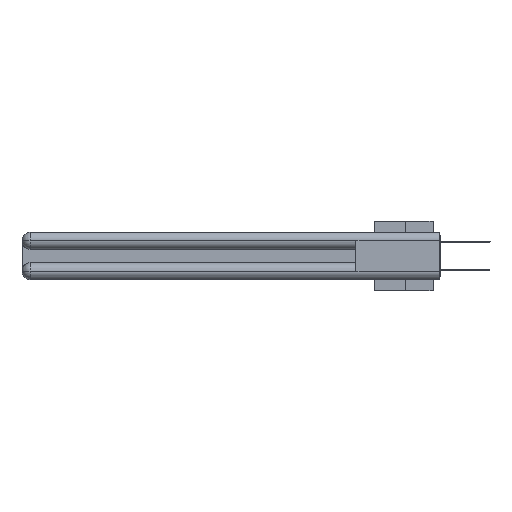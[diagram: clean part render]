
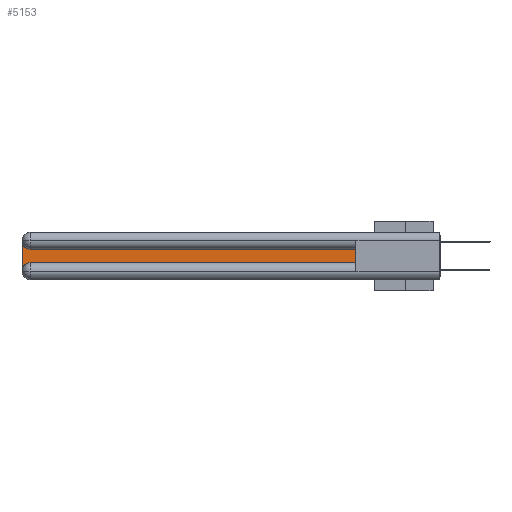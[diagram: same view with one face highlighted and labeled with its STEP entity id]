
A CAD part, left-side view. The second image highlights one B-rep face of the part: STEP entity #5153.
In plain terms, the highlighted planar face has unit normal (-1, 0, 0).
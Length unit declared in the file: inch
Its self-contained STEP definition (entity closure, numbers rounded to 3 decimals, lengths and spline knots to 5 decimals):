
#426 = CARTESIAN_POINT ( 'NONE',  ( 0.075, 3., -0.1225 ) ) ;
#804 = VERTEX_POINT ( 'NONE', #3212 ) ;
#3212 = CARTESIAN_POINT ( 'NONE',  ( 0.075, 2.94, -0.2175 ) ) ;
#4011 = LINE ( 'NONE', #25757, #27908 ) ;
#4925 = VECTOR ( 'NONE', #22833, 39.37008 ) ;
#5153 = ADVANCED_FACE ( 'NONE', ( #23341 ), #10271, .F. ) ;
#5438 = ORIENTED_EDGE ( 'NONE', *, *, #21147, .T. ) ;
#6210 = CARTESIAN_POINT ( 'NONE',  ( 0.075, 3., -0.2775 ) ) ;
#7591 = DIRECTION ( 'NONE',  ( 0., 1., 0. ) ) ;
#7711 = EDGE_CURVE ( 'NONE', #23480, #804, #27784, .T. ) ;
#8113 = LINE ( 'NONE', #25431, #4925 ) ;
#8764 = ORIENTED_EDGE ( 'NONE', *, *, #24163, .T. ) ;
#9976 = ORIENTED_EDGE ( 'NONE', *, *, #21391, .T. ) ;
#10271 = PLANE ( 'NONE',  #21915 ) ;
#10432 = VERTEX_POINT ( 'NONE', #25062 ) ;
#11539 = VERTEX_POINT ( 'NONE', #19097 ) ;
#12268 = VECTOR ( 'NONE', #7591, 39.37008 ) ;
#12401 = VERTEX_POINT ( 'NONE', #18179 ) ;
#13540 = DIRECTION ( 'NONE',  ( 1., 0., 0. ) ) ;
#13874 = LINE ( 'NONE', #31026, #23593 ) ;
#16635 = DIRECTION ( 'NONE',  ( 0., 0., -1. ) ) ;
#16807 = CARTESIAN_POINT ( 'NONE',  ( 0.075, 0.6, -0.1225 ) ) ;
#18179 = CARTESIAN_POINT ( 'NONE',  ( 0.075, 2.94, -0.1225 ) ) ;
#18401 = AXIS2_PLACEMENT_3D ( 'NONE', #31729, #24057, #31571 ) ;
#18990 = VERTEX_POINT ( 'NONE', #19171 ) ;
#19097 = CARTESIAN_POINT ( 'NONE',  ( 0.075, 0.6, -0.1225 ) ) ;
#19169 = AXIS2_PLACEMENT_3D ( 'NONE', #23671, #13540, #25780 ) ;
#19171 = CARTESIAN_POINT ( 'NONE',  ( 0.075, 3., -0.0625 ) ) ;
#20611 = EDGE_LOOP ( 'NONE', ( #8764, #9976, #21025, #31169, #31260, #5438 ) ) ;
#20713 = DIRECTION ( 'NONE',  ( 0., -1., 0. ) ) ;
#21025 = ORIENTED_EDGE ( 'NONE', *, *, #25669, .T. ) ;
#21147 = EDGE_CURVE ( 'NONE', #10432, #11539, #13874, .T. ) ;
#21391 = EDGE_CURVE ( 'NONE', #12401, #18990, #31181, .T. ) ;
#21915 = AXIS2_PLACEMENT_3D ( 'NONE', #426, #30360, #16635 ) ;
#22833 = DIRECTION ( 'NONE',  ( 0., 0., -1. ) ) ;
#23341 = FACE_OUTER_BOUND ( 'NONE', #20611, .T. ) ;
#23480 = VERTEX_POINT ( 'NONE', #6210 ) ;
#23593 = VECTOR ( 'NONE', #28736, 39.37008 ) ;
#23671 = CARTESIAN_POINT ( 'NONE',  ( 0.075, 2.94, -0.0625 ) ) ;
#24057 = DIRECTION ( 'NONE',  ( 1., 0., 0. ) ) ;
#24144 = LINE ( 'NONE', #16807, #12268 ) ;
#24163 = EDGE_CURVE ( 'NONE', #11539, #12401, #24144, .T. ) ;
#25062 = CARTESIAN_POINT ( 'NONE',  ( 0.075, 0.6, -0.2175 ) ) ;
#25431 = CARTESIAN_POINT ( 'NONE',  ( 0.075, 3., -0.2175 ) ) ;
#25669 = EDGE_CURVE ( 'NONE', #18990, #23480, #8113, .T. ) ;
#25757 = CARTESIAN_POINT ( 'NONE',  ( 0.075, 0.6, -0.2175 ) ) ;
#25780 = DIRECTION ( 'NONE',  ( 0., 0., -1. ) ) ;
#25850 = EDGE_CURVE ( 'NONE', #804, #10432, #4011, .T. ) ;
#27784 = CIRCLE ( 'NONE', #18401, 0.06 ) ;
#27908 = VECTOR ( 'NONE', #20713, 39.37008 ) ;
#28736 = DIRECTION ( 'NONE',  ( 0., 0., 1. ) ) ;
#30360 = DIRECTION ( 'NONE',  ( 1., 0., 0. ) ) ;
#31026 = CARTESIAN_POINT ( 'NONE',  ( 0.075, 0.6, -0.2175 ) ) ;
#31169 = ORIENTED_EDGE ( 'NONE', *, *, #7711, .T. ) ;
#31181 = CIRCLE ( 'NONE', #19169, 0.06 ) ;
#31260 = ORIENTED_EDGE ( 'NONE', *, *, #25850, .T. ) ;
#31571 = DIRECTION ( 'NONE',  ( 0., 0., -1. ) ) ;
#31729 = CARTESIAN_POINT ( 'NONE',  ( 0.075, 2.94, -0.2775 ) ) ;
